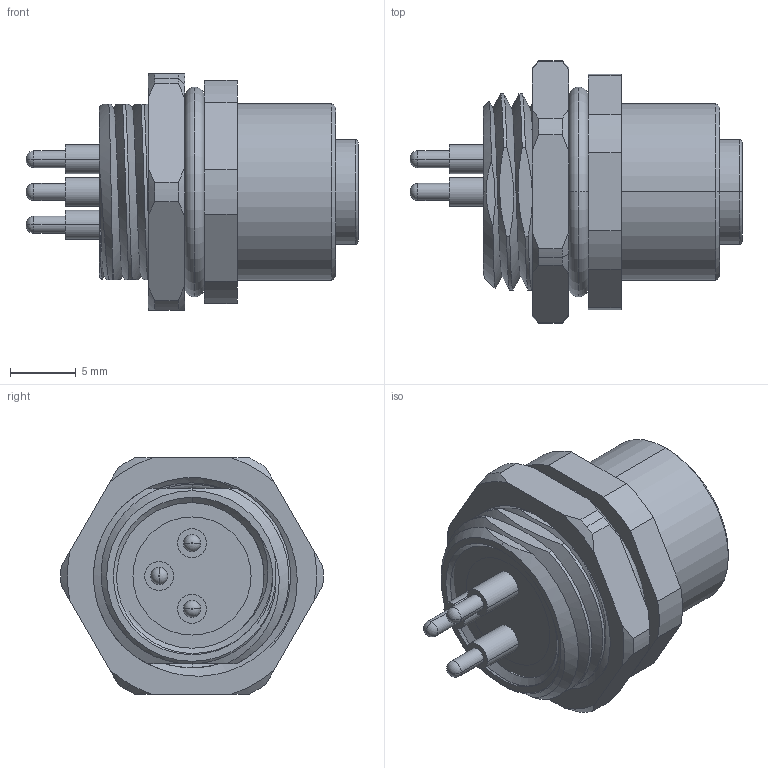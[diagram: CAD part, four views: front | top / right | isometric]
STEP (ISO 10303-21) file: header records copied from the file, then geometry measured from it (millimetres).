
FILE_DESCRIPTION (( 'STEP AP203' ), '1' );
FILE_NAME ('54-00456.STEP', '2025-03-14T18:52:54', ( '' ), ( '' ), 'SwSTEP 2.0', 'SolidWorks 2021', '' );
FILE_SCHEMA (( 'CONFIG_CONTROL_DESIGN' ));
Length unit declared in the file: millimetre
Products named in the file (7): 54-00456-03___; 54-00456-05___; 54-00456-02___; 54-00456; 54-00456-01___; 54-00456-04___; 54-00456-06___
Assembly tree (8 placements, depth 2):
  54-00456
    54-00456-01___
    54-00456-02___
    54-00456-03___  x3
    54-00456-04___
    54-00456-05___
    54-00456-06___
Bounding box: 25.3 x 19.99 x 18 mm (x, y, z)
Volume: 2768 mm3; surface area: 5697.9 mm2
Topology: 9 solids, 9 shells, 295 faces, 754 edges, 490 vertices
Faces by surface type: cylinder 127, plane 92, cone 39, torus 28, bspline 9
Entity records: 11514 total; most frequent: CARTESIAN_POINT 5197, ORIENTED_EDGE 1216, DIRECTION 1122, EDGE_CURVE 608, AXIS2_PLACEMENT_3D 444, VERTEX_POINT 396, EDGE_LOOP 260, ADVANCED_FACE 235
